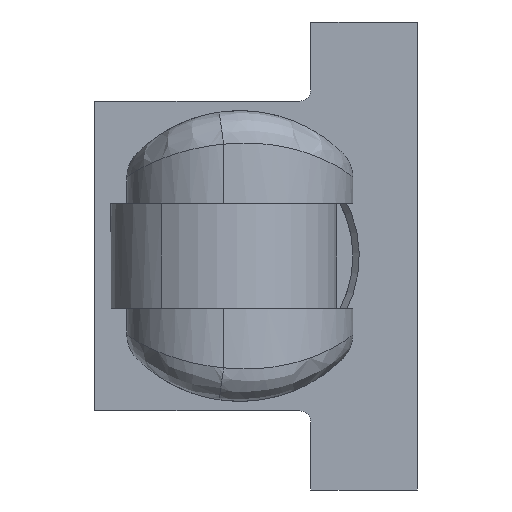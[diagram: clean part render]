
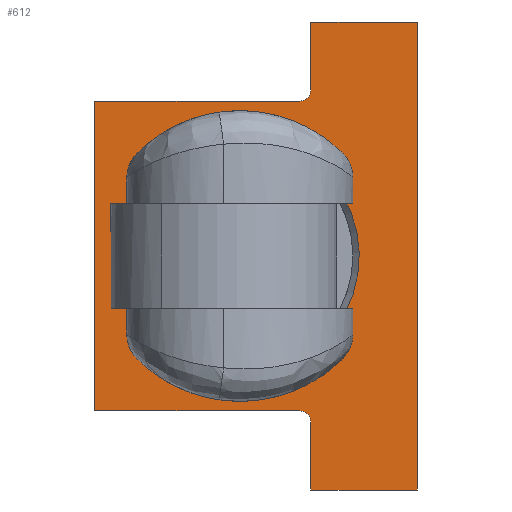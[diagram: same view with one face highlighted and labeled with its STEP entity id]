
A CAD part, front view. The second image highlights one B-rep face of the part: STEP entity #612.
In plain terms, the highlighted planar face has unit normal (0, -1, 0).
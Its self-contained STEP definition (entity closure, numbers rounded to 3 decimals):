
#184=CARTESIAN_POINT('Vertex',(-23.338,-145.,-157.518)) ;
#187=CARTESIAN_POINT('Line Origine',(-23.338,-145.,-147.018)) ;
#191=CARTESIAN_POINT('Vertex',(-23.338,-145.,-136.518)) ;
#318=CARTESIAN_POINT('Axis2P3D Location',(-26.838,-145.,-136.518)) ;
#322=CARTESIAN_POINT('Vertex',(-26.838,-145.,-133.018)) ;
#507=CARTESIAN_POINT('Vertex',(9.662,-145.,-157.518)) ;
#510=CARTESIAN_POINT('Line Origine',(-6.838,-145.,-157.518)) ;
#522=CARTESIAN_POINT('Axis2P3D Location',(9.662,-145.,-85.018)) ;
#527=CARTESIAN_POINT('Line Origine',(9.662,-145.,-85.018)) ;
#531=CARTESIAN_POINT('Vertex',(9.662,-145.,-12.518)) ;
#534=CARTESIAN_POINT('Line Origine',(-6.838,-145.,-12.518)) ;
#538=CARTESIAN_POINT('Vertex',(-23.338,-145.,-12.518)) ;
#541=CARTESIAN_POINT('Line Origine',(-23.338,-145.,-23.018)) ;
#545=CARTESIAN_POINT('Vertex',(-23.338,-145.,-33.518)) ;
#548=CARTESIAN_POINT('Axis2P3D Location',(-26.838,-145.,-33.518)) ;
#552=CARTESIAN_POINT('Vertex',(-26.838,-145.,-37.018)) ;
#555=CARTESIAN_POINT('Line Origine',(-58.588,-145.,-37.018)) ;
#559=CARTESIAN_POINT('Vertex',(-90.338,-145.,-37.018)) ;
#562=CARTESIAN_POINT('Line Origine',(-90.338,-145.,-85.018)) ;
#566=CARTESIAN_POINT('Vertex',(-90.338,-145.,-133.018)) ;
#569=CARTESIAN_POINT('Line Origine',(-58.588,-145.,-133.018)) ;
#586=CARTESIAN_POINT('Axis2P3D Location',(-45.338,-145.,-85.018)) ;
#590=CARTESIAN_POINT('Vertex',(-12.868,-145.,-102.757)) ;
#592=CARTESIAN_POINT('Vertex',(-79.449,-145.,-70.685)) ;
#595=CARTESIAN_POINT('Axis2P3D Location',(-45.338,-145.,-85.018)) ;
#599=CARTESIAN_POINT('Vertex',(-77.809,-145.,-67.28)) ;
#602=CARTESIAN_POINT('Axis2P3D Location',(-45.338,-145.,-85.018)) ;
#188=DIRECTION('Vector Direction',(0.,0.,1.)) ;
#319=DIRECTION('Axis2P3D Direction',(0.,1.,0.)) ;
#511=DIRECTION('Vector Direction',(-1.,0.,0.)) ;
#523=DIRECTION('Axis2P3D Direction',(0.,1.,0.)) ;
#524=DIRECTION('Axis2P3D XDirection',(0.,0.,-1.)) ;
#528=DIRECTION('Vector Direction',(0.,0.,1.)) ;
#535=DIRECTION('Vector Direction',(-1.,0.,0.)) ;
#542=DIRECTION('Vector Direction',(0.,0.,-1.)) ;
#549=DIRECTION('Axis2P3D Direction',(0.,1.,0.)) ;
#556=DIRECTION('Vector Direction',(1.,0.,0.)) ;
#563=DIRECTION('Vector Direction',(0.,0.,1.)) ;
#570=DIRECTION('Vector Direction',(-1.,0.,0.)) ;
#587=DIRECTION('Axis2P3D Direction',(0.,1.,0.)) ;
#596=DIRECTION('Axis2P3D Direction',(0.,1.,0.)) ;
#603=DIRECTION('Axis2P3D Direction',(0.,1.,0.)) ;
#320=AXIS2_PLACEMENT_3D('Circle Axis2P3D',#318,#319,$) ;
#525=AXIS2_PLACEMENT_3D('Plane Axis2P3D',#522,#523,#524) ;
#550=AXIS2_PLACEMENT_3D('Circle Axis2P3D',#548,#549,$) ;
#588=AXIS2_PLACEMENT_3D('Circle Axis2P3D',#586,#587,$) ;
#597=AXIS2_PLACEMENT_3D('Circle Axis2P3D',#595,#596,$) ;
#604=AXIS2_PLACEMENT_3D('Circle Axis2P3D',#602,#603,$) ;
#575=ORIENTED_EDGE('',*,*,#533,.F.) ;
#576=ORIENTED_EDGE('',*,*,#540,.F.) ;
#577=ORIENTED_EDGE('',*,*,#547,.F.) ;
#578=ORIENTED_EDGE('',*,*,#554,.F.) ;
#579=ORIENTED_EDGE('',*,*,#561,.F.) ;
#580=ORIENTED_EDGE('',*,*,#568,.F.) ;
#581=ORIENTED_EDGE('',*,*,#573,.F.) ;
#582=ORIENTED_EDGE('',*,*,#324,.F.) ;
#583=ORIENTED_EDGE('',*,*,#193,.F.) ;
#584=ORIENTED_EDGE('',*,*,#514,.F.) ;
#608=ORIENTED_EDGE('',*,*,#594,.T.) ;
#609=ORIENTED_EDGE('',*,*,#601,.T.) ;
#610=ORIENTED_EDGE('',*,*,#606,.T.) ;
#611=FACE_BOUND('',#607,.T.) ;
#189=VECTOR('Line Direction',#188,1.) ;
#512=VECTOR('Line Direction',#511,1.) ;
#529=VECTOR('Line Direction',#528,1.) ;
#536=VECTOR('Line Direction',#535,1.) ;
#543=VECTOR('Line Direction',#542,1.) ;
#557=VECTOR('Line Direction',#556,1.) ;
#564=VECTOR('Line Direction',#563,1.) ;
#571=VECTOR('Line Direction',#570,1.) ;
#612=ADVANCED_FACE('CU_P-50_0.1\\PartBody',(#585,#611),#526,.F.) ;
#321=CIRCLE('generated circle',#320,3.5) ;
#551=CIRCLE('generated circle',#550,3.5) ;
#589=CIRCLE('generated circle',#588,37.) ;
#598=CIRCLE('generated circle',#597,37.) ;
#605=CIRCLE('generated circle',#604,37.) ;
#193=EDGE_CURVE('',#185,#192,#190,.T.) ;
#324=EDGE_CURVE('',#192,#323,#321,.F.) ;
#514=EDGE_CURVE('',#508,#185,#513,.T.) ;
#533=EDGE_CURVE('',#532,#508,#530,.F.) ;
#540=EDGE_CURVE('',#539,#532,#537,.F.) ;
#547=EDGE_CURVE('',#546,#539,#544,.F.) ;
#554=EDGE_CURVE('',#553,#546,#551,.F.) ;
#561=EDGE_CURVE('',#560,#553,#558,.T.) ;
#568=EDGE_CURVE('',#567,#560,#565,.T.) ;
#573=EDGE_CURVE('',#323,#567,#572,.T.) ;
#594=EDGE_CURVE('',#591,#593,#589,.T.) ;
#601=EDGE_CURVE('',#593,#600,#598,.T.) ;
#606=EDGE_CURVE('',#600,#591,#605,.T.) ;
#574=EDGE_LOOP('',(#575,#576,#577,#578,#579,#580,#581,#582,#583,#584)) ;
#607=EDGE_LOOP('',(#608,#609,#610)) ;
#585=FACE_OUTER_BOUND('',#574,.T.) ;
#190=LINE('Line',#187,#189) ;
#513=LINE('Line',#510,#512) ;
#530=LINE('Line',#527,#529) ;
#537=LINE('Line',#534,#536) ;
#544=LINE('Line',#541,#543) ;
#558=LINE('Line',#555,#557) ;
#565=LINE('Line',#562,#564) ;
#572=LINE('Line',#569,#571) ;
#526=PLANE('Plane',#525) ;
#185=VERTEX_POINT('',#184) ;
#192=VERTEX_POINT('',#191) ;
#323=VERTEX_POINT('',#322) ;
#508=VERTEX_POINT('',#507) ;
#532=VERTEX_POINT('',#531) ;
#539=VERTEX_POINT('',#538) ;
#546=VERTEX_POINT('',#545) ;
#553=VERTEX_POINT('',#552) ;
#560=VERTEX_POINT('',#559) ;
#567=VERTEX_POINT('',#566) ;
#591=VERTEX_POINT('',#590) ;
#593=VERTEX_POINT('',#592) ;
#600=VERTEX_POINT('',#599) ;
